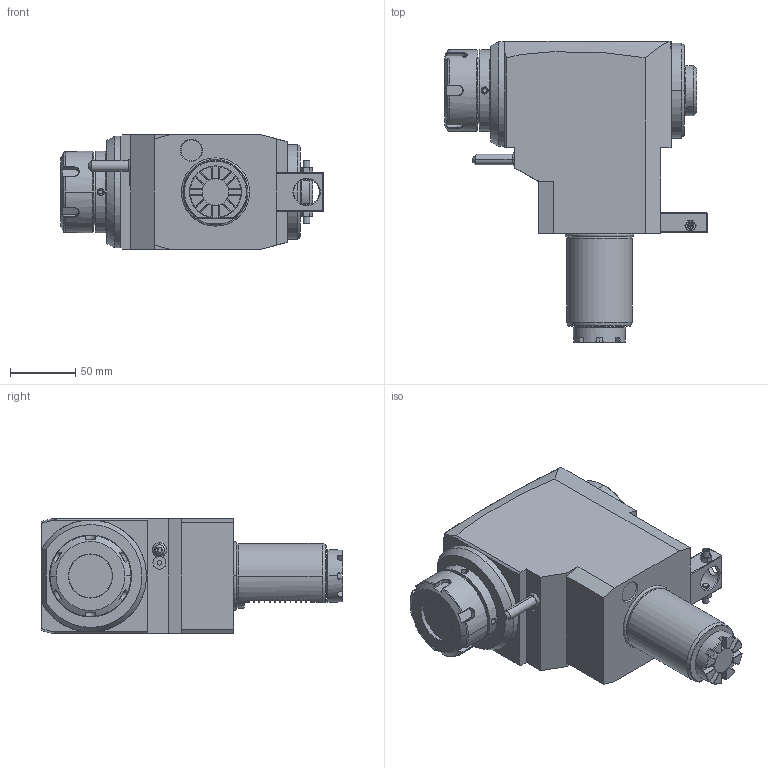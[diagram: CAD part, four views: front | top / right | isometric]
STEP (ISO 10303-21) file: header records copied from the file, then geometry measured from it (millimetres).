
FILE_DESCRIPTION((''),'2;1');
FILE_NAME('NGT1_50_241_40_3_2_110','2023-04-10T',('vali'),('NOVA GRUP'),'PRO/ENGINEER BY PARAMETRIC TECHNOLOGY CORPORATION, 2010280','PRO/ENGINEER BY PARAMETRIC TECHNOLOGY CORPORATION, 2010280','');
FILE_SCHEMA(('CONFIG_CONTROL_DESIGN'));
Length unit declared in the file: millimetre
Products named in the file (1): NGT1_50_241_40_3_2_110
Bounding box: 202.1 x 232 x 88 mm (x, y, z)
Volume: 1853881.2 mm3; surface area: 117777.8 mm2
Topology: 1 solids, 2 shells, 503 faces, 1292 edges, 804 vertices
Faces by surface type: plane 246, cylinder 98, cone 86, bspline 56, torus 13, extrusion 2, sphere 2
Entity records: 21343 total; most frequent: CARTESIAN_POINT 10070, ORIENTED_EDGE 2560, DIRECTION 1962, EDGE_CURVE 1280, VERTEX_POINT 804, AXIS2_PLACEMENT_3D 699, VECTOR 564, LINE 562
